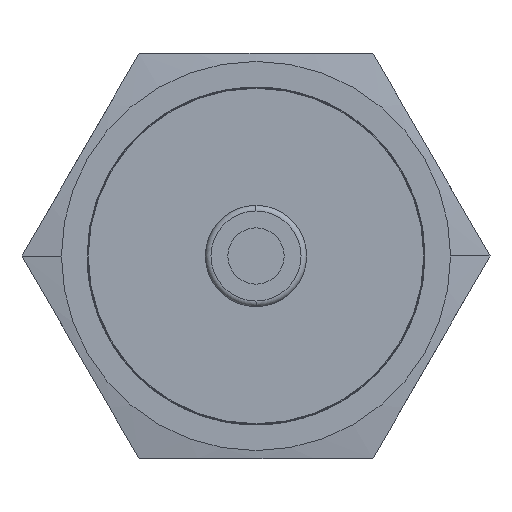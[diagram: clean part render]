
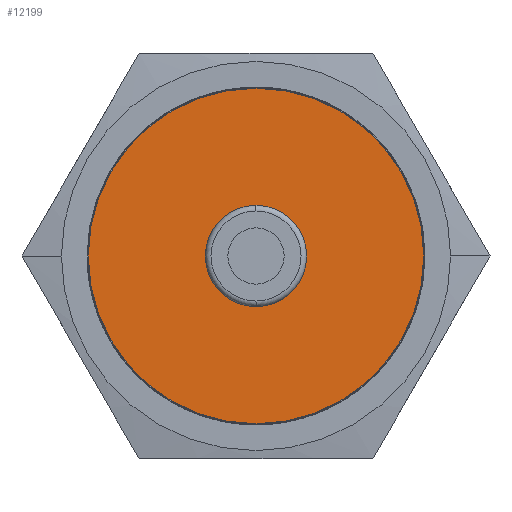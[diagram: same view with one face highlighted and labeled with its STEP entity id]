
A CAD part, front view. The second image highlights one B-rep face of the part: STEP entity #12199.
In plain terms, the highlighted face is planar.
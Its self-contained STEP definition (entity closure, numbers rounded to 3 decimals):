
#11978=CARTESIAN_POINT('',(1.5,0.,0.));
#11979=DIRECTION('',(-1.,0.,0.));
#11980=DIRECTION('',(0.,0.,-1.));
#11981=AXIS2_PLACEMENT_3D('',#11978,#11979,#11980);
#11983=CARTESIAN_POINT('',(1.5,0.,0.));
#11984=DIRECTION('',(1.,0.,0.));
#11985=DIRECTION('',(0.,0.,-1.));
#11986=AXIS2_PLACEMENT_3D('',#11983,#11984,#11985);
#11988=CARTESIAN_POINT('',(1.5,0.,0.));
#11989=DIRECTION('',(-1.,0.,0.));
#11990=DIRECTION('',(0.,0.,-1.));
#11991=AXIS2_PLACEMENT_3D('',#11988,#11989,#11990);
#11993=CARTESIAN_POINT('',(1.5,0.,0.));
#11994=DIRECTION('',(1.,0.,0.));
#11995=DIRECTION('',(0.,0.,-1.));
#11996=AXIS2_PLACEMENT_3D('',#11993,#11994,#11995);
#12064=CARTESIAN_POINT('',(1.5,0.,-14.9));
#12066=VERTEX_POINT('',#12064);
#12068=CARTESIAN_POINT('',(1.5,0.,14.9));
#12070=VERTEX_POINT('',#12068);
#12084=CARTESIAN_POINT('',(1.5,0.,-4.5));
#12085=CARTESIAN_POINT('',(1.5,0.,4.5));
#12086=VERTEX_POINT('',#12084);
#12087=VERTEX_POINT('',#12085);
#12184=CARTESIAN_POINT('',(1.5,0.,0.));
#12185=DIRECTION('',(1.,0.,0.));
#12186=DIRECTION('',(0.,0.,1.));
#12187=AXIS2_PLACEMENT_3D('',#12184,#12185,#12186);
#12188=PLANE('',#12187);
#12189=ORIENTED_EDGE('',*,*,#12177,.F.);
#12190=ORIENTED_EDGE('',*,*,#12166,.T.);
#12191=EDGE_LOOP('',(#12189,#12190));
#12192=FACE_OUTER_BOUND('',#12191,.F.);
#12194=ORIENTED_EDGE('',*,*,#12193,.F.);
#12196=ORIENTED_EDGE('',*,*,#12195,.T.);
#12197=EDGE_LOOP('',(#12194,#12196));
#12198=FACE_BOUND('',#12197,.F.);
#12199=ADVANCED_FACE('',(#12192,#12198),#12188,.T.);
#11982=CIRCLE('',#11981,14.9);
#11987=CIRCLE('',#11986,14.9);
#11992=CIRCLE('',#11991,4.5);
#11997=CIRCLE('',#11996,4.5);
#12166=EDGE_CURVE('',#12066,#12070,#11982,.T.);
#12177=EDGE_CURVE('',#12066,#12070,#11987,.T.);
#12193=EDGE_CURVE('',#12086,#12087,#11992,.T.);
#12195=EDGE_CURVE('',#12086,#12087,#11997,.T.);
